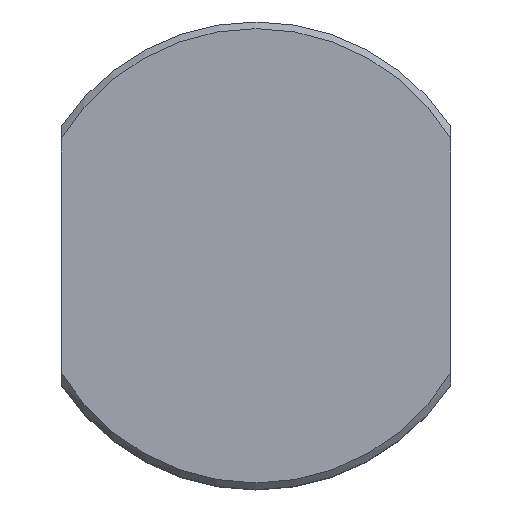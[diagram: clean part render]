
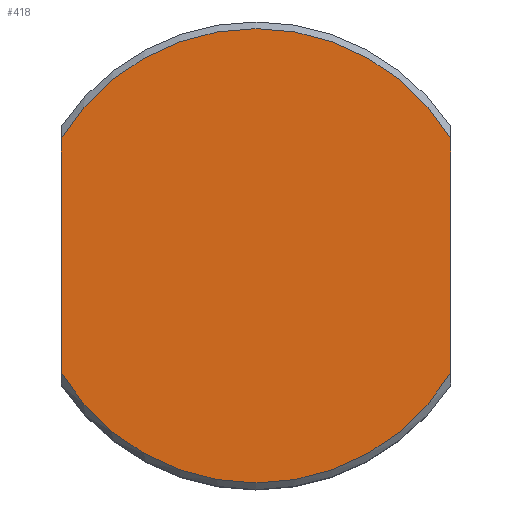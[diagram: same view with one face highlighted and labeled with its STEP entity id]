
A CAD part, top view. The second image highlights one B-rep face of the part: STEP entity #418.
In plain terms, the highlighted planar face has unit normal (0, 0, 1).
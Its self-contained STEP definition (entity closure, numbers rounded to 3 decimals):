
#48=LINE('',#590,#56);
#49=LINE('',#594,#57);
#56=VECTOR('',#503,1000.);
#57=VECTOR('',#506,1000.);
#69=ORIENTED_EDGE('',*,*,#137,.T.);
#70=ORIENTED_EDGE('',*,*,#138,.F.);
#71=ORIENTED_EDGE('',*,*,#139,.T.);
#72=ORIENTED_EDGE('',*,*,#140,.T.);
#137=EDGE_CURVE('',#171,#172,#194,.F.);
#138=EDGE_CURVE('',#173,#172,#48,.T.);
#139=EDGE_CURVE('',#173,#174,#195,.F.);
#140=EDGE_CURVE('',#174,#171,#49,.T.);
#171=VERTEX_POINT('',#588);
#172=VERTEX_POINT('',#589);
#173=VERTEX_POINT('',#591);
#174=VERTEX_POINT('',#593);
#194=CIRCLE('',#449,29.15);
#195=CIRCLE('',#450,29.15);
#210=EDGE_LOOP('',(#69,#70,#71,#72));
#240=FACE_BOUND('',#210,.T.);
#269=PLANE('',#448);
#418=ADVANCED_FACE('',(#240),#269,.F.);
#448=AXIS2_PLACEMENT_3D('',#586,#499,#500);
#449=AXIS2_PLACEMENT_3D('',#587,#501,#502);
#450=AXIS2_PLACEMENT_3D('',#592,#504,#505);
#499=DIRECTION('',(0.,0.,-1.));
#500=DIRECTION('',(-1.,0.,0.));
#501=DIRECTION('',(0.,0.,-1.));
#502=DIRECTION('',(-1.,0.,0.));
#503=DIRECTION('',(0.,1.,0.));
#504=DIRECTION('',(0.,0.,-1.));
#505=DIRECTION('',(-1.,0.,0.));
#506=DIRECTION('',(0.,1.,0.));
#586=CARTESIAN_POINT('',(30.,0.,78.5));
#587=CARTESIAN_POINT('',(0.,0.,78.5));
#588=CARTESIAN_POINT('',(25.,14.991,78.5));
#589=CARTESIAN_POINT('',(-25.,14.991,78.5));
#590=CARTESIAN_POINT('',(-25.,-109.275,78.5));
#591=CARTESIAN_POINT('',(-25.,-14.991,78.5));
#592=CARTESIAN_POINT('',(0.,0.,78.5));
#593=CARTESIAN_POINT('',(25.,-14.991,78.5));
#594=CARTESIAN_POINT('',(25.,-111.127,78.5));
